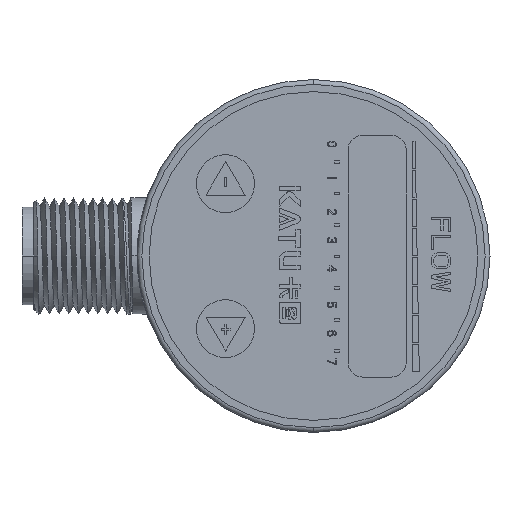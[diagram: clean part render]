
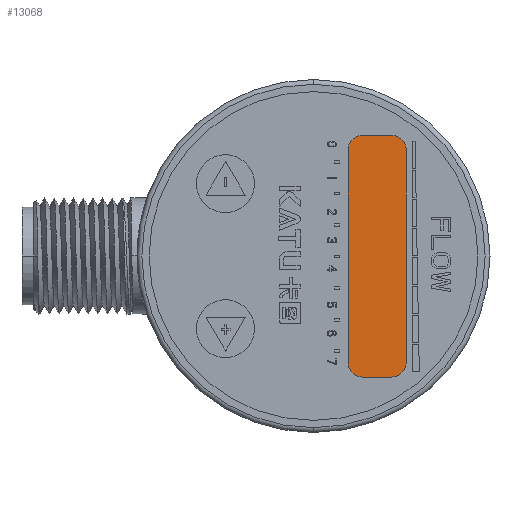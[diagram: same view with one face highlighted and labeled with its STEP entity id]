
A CAD part, left-side view. The second image highlights one B-rep face of the part: STEP entity #13068.
In plain terms, the highlighted face is planar.
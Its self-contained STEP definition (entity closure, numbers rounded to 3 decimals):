
#524 = EDGE_CURVE ( 'NONE', #26641, #22476, #4256, .T. ) ;
#815 = VERTEX_POINT ( 'NONE', #7853 ) ;
#1185 = LINE ( 'NONE', #10704, #2195 ) ;
#1219 = EDGE_CURVE ( 'NONE', #815, #26641, #3226, .T. ) ;
#1592 = AXIS2_PLACEMENT_3D ( 'NONE', #8517, #4193, #2218 ) ;
#1916 = CARTESIAN_POINT ( 'NONE',  ( 12.522, 8.075, 3.52 ) ) ;
#2170 = LINE ( 'NONE', #5862, #6198 ) ;
#2195 = VECTOR ( 'NONE', #10504, 1000. ) ;
#2218 = DIRECTION ( 'NONE',  ( 0., 1., 0. ) ) ;
#3226 = LINE ( 'NONE', #20992, #19101 ) ;
#4193 = DIRECTION ( 'NONE',  ( 0., 0., 1. ) ) ;
#4256 = CIRCLE ( 'NONE', #1592, 1.5 ) ;
#4321 = AXIS2_PLACEMENT_3D ( 'NONE', #15422, #21738, #7001 ) ;
#4351 = CARTESIAN_POINT ( 'NONE',  ( -10.978, 3.575, 3.52 ) ) ;
#4520 = CIRCLE ( 'NONE', #13294, 1.5 ) ;
#5862 = CARTESIAN_POINT ( 'NONE',  ( -10.978, 3.575, 3.52 ) ) ;
#6198 = VECTOR ( 'NONE', #25296, 1000. ) ;
#6692 = ORIENTED_EDGE ( 'NONE', *, *, #524, .T. ) ;
#7001 = DIRECTION ( 'NONE',  ( 0., -1., 0. ) ) ;
#7853 = CARTESIAN_POINT ( 'NONE',  ( 11.022, 9.575, 3.52 ) ) ;
#8517 = CARTESIAN_POINT ( 'NONE',  ( -10.978, 8.075, 3.52 ) ) ;
#8635 = VERTEX_POINT ( 'NONE', #26457 ) ;
#9416 = EDGE_CURVE ( 'NONE', #22476, #8635, #12783, .T. ) ;
#10039 = EDGE_CURVE ( 'NONE', #8635, #11197, #14456, .T. ) ;
#10124 = DIRECTION ( 'NONE',  ( -1., 0., 0. ) ) ;
#10342 = CARTESIAN_POINT ( 'NONE',  ( -10.978, 9.575, 3.52 ) ) ;
#10504 = DIRECTION ( 'NONE',  ( 0., 1., 0. ) ) ;
#10704 = CARTESIAN_POINT ( 'NONE',  ( 12.522, 5.075, 3.52 ) ) ;
#10748 = EDGE_CURVE ( 'NONE', #12431, #24905, #27236, .T. ) ;
#11197 = VERTEX_POINT ( 'NONE', #4351 ) ;
#11995 = DIRECTION ( 'NONE',  ( 0., -1., 0. ) ) ;
#12269 = EDGE_CURVE ( 'NONE', #24905, #14479, #1185, .T. ) ;
#12431 = VERTEX_POINT ( 'NONE', #25111 ) ;
#12775 = AXIS2_PLACEMENT_3D ( 'NONE', #21966, #17716, #15456 ) ;
#12783 = LINE ( 'NONE', #20598, #15150 ) ;
#12984 = EDGE_LOOP ( 'NONE', ( #18129, #26470, #23738, #16161, #22092, #6692, #18497, #19661 ) ) ;
#13068 = ADVANCED_FACE ( 'NONE', ( #13958 ), #16413, .T. ) ;
#13294 = AXIS2_PLACEMENT_3D ( 'NONE', #22040, #26360, #26548 ) ;
#13958 = FACE_OUTER_BOUND ( 'NONE', #12984, .T. ) ;
#14456 = CIRCLE ( 'NONE', #12775, 1.5 ) ;
#14479 = VERTEX_POINT ( 'NONE', #1916 ) ;
#14522 = DIRECTION ( 'NONE',  ( 0., 0., 1. ) ) ;
#15150 = VECTOR ( 'NONE', #11995, 1000. ) ;
#15422 = CARTESIAN_POINT ( 'NONE',  ( 11.022, 5.075, 3.52 ) ) ;
#15456 = DIRECTION ( 'NONE',  ( -1., 0., 0. ) ) ;
#16161 = ORIENTED_EDGE ( 'NONE', *, *, #24881, .T. ) ;
#16323 = CARTESIAN_POINT ( 'NONE',  ( 0., 0., 3.52 ) ) ;
#16413 = PLANE ( 'NONE',  #25847 ) ;
#16646 = CARTESIAN_POINT ( 'NONE',  ( -12.478, 8.075, 3.52 ) ) ;
#17716 = DIRECTION ( 'NONE',  ( 0., 0., 1. ) ) ;
#18129 = ORIENTED_EDGE ( 'NONE', *, *, #25879, .T. ) ;
#18497 = ORIENTED_EDGE ( 'NONE', *, *, #9416, .T. ) ;
#19101 = VECTOR ( 'NONE', #10124, 1000. ) ;
#19661 = ORIENTED_EDGE ( 'NONE', *, *, #10039, .T. ) ;
#20598 = CARTESIAN_POINT ( 'NONE',  ( -12.478, 8.075, 3.52 ) ) ;
#20992 = CARTESIAN_POINT ( 'NONE',  ( 11.022, 9.575, 3.52 ) ) ;
#21738 = DIRECTION ( 'NONE',  ( 0., 0., 1. ) ) ;
#21966 = CARTESIAN_POINT ( 'NONE',  ( -10.978, 5.075, 3.52 ) ) ;
#22040 = CARTESIAN_POINT ( 'NONE',  ( 11.022, 8.075, 3.52 ) ) ;
#22092 = ORIENTED_EDGE ( 'NONE', *, *, #1219, .T. ) ;
#22302 = CARTESIAN_POINT ( 'NONE',  ( 12.522, 5.075, 3.52 ) ) ;
#22476 = VERTEX_POINT ( 'NONE', #16646 ) ;
#23738 = ORIENTED_EDGE ( 'NONE', *, *, #12269, .T. ) ;
#24881 = EDGE_CURVE ( 'NONE', #14479, #815, #4520, .T. ) ;
#24905 = VERTEX_POINT ( 'NONE', #22302 ) ;
#24993 = DIRECTION ( 'NONE',  ( 1., 0., 0. ) ) ;
#25111 = CARTESIAN_POINT ( 'NONE',  ( 11.022, 3.575, 3.52 ) ) ;
#25296 = DIRECTION ( 'NONE',  ( 1., 0., 0. ) ) ;
#25847 = AXIS2_PLACEMENT_3D ( 'NONE', #16323, #14522, #24993 ) ;
#25879 = EDGE_CURVE ( 'NONE', #11197, #12431, #2170, .T. ) ;
#26360 = DIRECTION ( 'NONE',  ( 0., 0., 1. ) ) ;
#26457 = CARTESIAN_POINT ( 'NONE',  ( -12.478, 5.075, 3.52 ) ) ;
#26470 = ORIENTED_EDGE ( 'NONE', *, *, #10748, .T. ) ;
#26548 = DIRECTION ( 'NONE',  ( 1., 0., 0. ) ) ;
#26641 = VERTEX_POINT ( 'NONE', #10342 ) ;
#27236 = CIRCLE ( 'NONE', #4321, 1.5 ) ;
